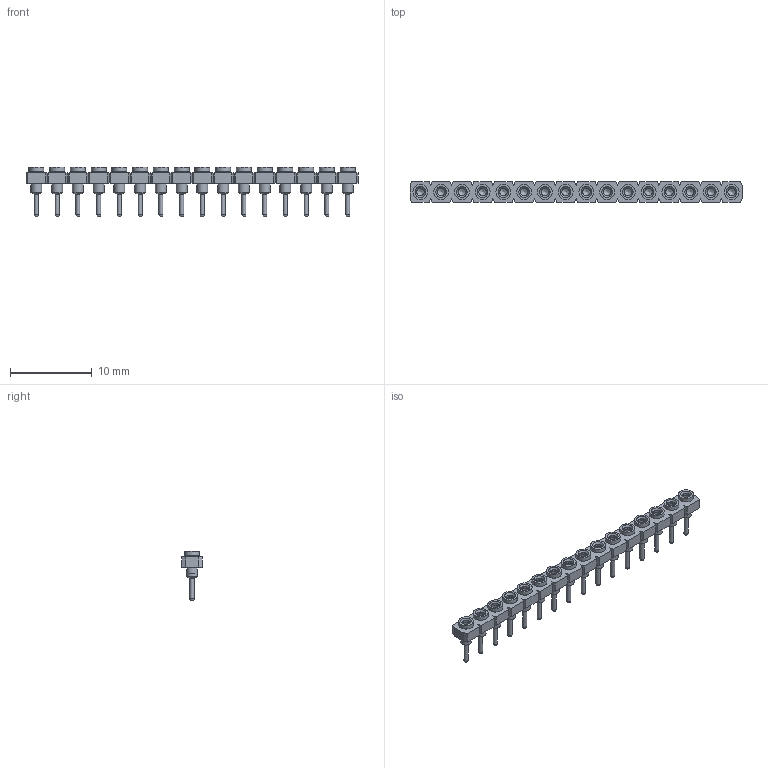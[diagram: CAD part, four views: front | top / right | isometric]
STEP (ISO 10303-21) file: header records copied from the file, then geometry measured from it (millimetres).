
FILE_DESCRIPTION(('FreeCAD Model'),'2;1');
FILE_NAME('Open CASCADE Shape Model','2025-01-11T13:30:49',(''),(''), 'Open CASCADE STEP processor 7.8','FreeCAD','Unknown');
FILE_SCHEMA(('AUTOMOTIVE_DESIGN { 1 0 10303 214 1 1 1 1 }'));
Length unit declared in the file: millimetre
Products named in the file (17): SL-116_socket; SC-4P1_pins120; SC-4P1_pins121; SC-4P1_pins122; SC-4P1_pins123; SC-4P1_pins124; SC-4P1_pins125; SC-4P1_pins126; SC-4P1_pins127; SC-4P1_pins128; SC-4P1_pins129; SC-4P1_pins130; SC-4P1_pins131; SC-4P1_pins132; SC-4P1_pins133; SC-4P1_pins134; SC-4P1_pins152
Bounding box: 40.64 x 2.54 x 6.1 mm (x, y, z)
Volume: 153.8 mm3; surface area: 909.2 mm2
Topology: 17 solids, 17 shells, 372 faces, 822 edges, 532 vertices
Faces by surface type: plane 180, cylinder 112, cone 64, sphere 16
Full cylindrical faces by diameter (mm): 0.508 x16, 0.914 x16, 1.016 x16, 1.321 x48, 1.829 x16
Entity records: 10352 total; most frequent: CARTESIAN_POINT 1951, DIRECTION 1648, ORIENTED_EDGE 1580, EDGE_CURVE 790, AXIS2_PLACEMENT_3D 677, VERTEX_POINT 532, FACE_BOUND 484, EDGE_LOOP 484
